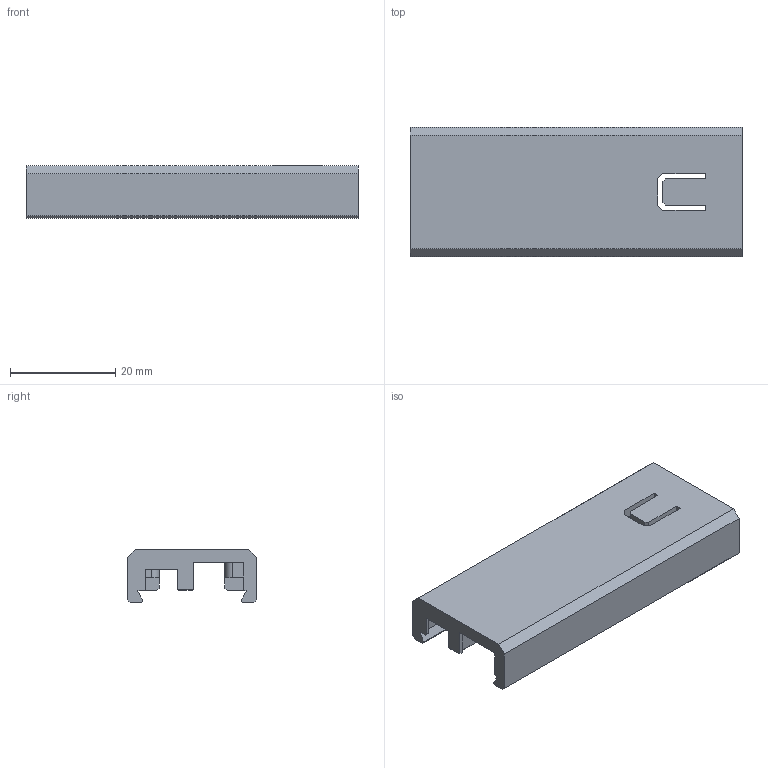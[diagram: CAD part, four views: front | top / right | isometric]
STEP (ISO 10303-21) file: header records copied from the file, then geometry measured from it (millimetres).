
FILE_DESCRIPTION(/* description */ (''),/* implementation_level */ '2;1');
FILE_NAME(/* name */ 'Top.step',/* time_stamp */ '2021-01-31T01:07:39+01:00',/* author */ (''),/* organization */ (''),/* preprocessor_version */ 'ST-DEVELOPER v18.1',/* originating_system */ 'Autodesk Translation Framework v9.7.0.1280',/* authorisation */ '');
FILE_SCHEMA (('AUTOMOTIVE_DESIGN { 1 0 10303 214 3 1 1 }'));
Length unit declared in the file: millimetre
Products named in the file (1): Top
Bounding box: 63 x 24.5 x 10 mm (x, y, z)
Volume: 5511.9 mm3; surface area: 5992.2 mm2
Topology: 1 solids, 1 shells, 118 faces, 320 edges, 204 vertices
Faces by surface type: plane 110, cylinder 8
Full cylindrical faces by diameter (mm): 1.4 x4
Entity records: 3661 total; most frequent: CARTESIAN_POINT 643, ORIENTED_EDGE 640, DIRECTION 578, EDGE_CURVE 320, LINE 300, VECTOR 300, VERTEX_POINT 204, AXIS2_PLACEMENT_3D 139
